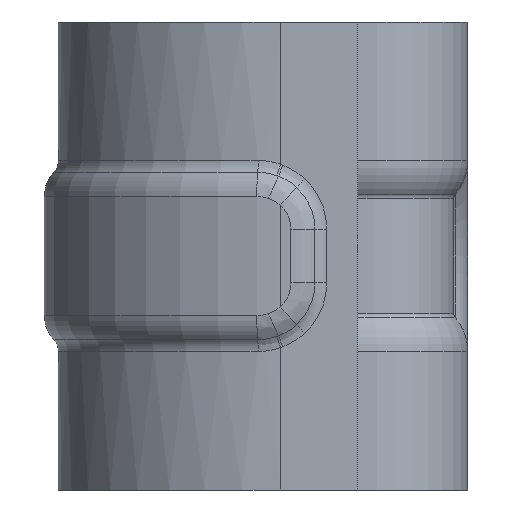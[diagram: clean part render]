
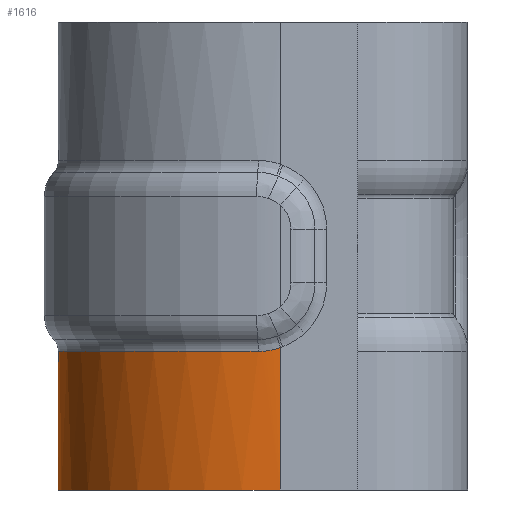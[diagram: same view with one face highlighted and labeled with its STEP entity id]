
A CAD part, left-side view. The second image highlights one B-rep face of the part: STEP entity #1616.
In plain terms, the highlighted cylindrical face has radius 7.541 mm (diameter 15.081 mm), a partial arc.
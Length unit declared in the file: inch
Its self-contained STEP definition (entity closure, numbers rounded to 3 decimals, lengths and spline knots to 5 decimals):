
#56=B_SPLINE_CURVE_WITH_KNOTS('',3,(#2693,#2694,#2695,#2696,#2697,#2698,
#2699),.UNSPECIFIED.,.F.,.F.,(4,3,4),(0.,0.00067,
0.00077),.UNSPECIFIED.);
#108=LINE('',#2685,#182);
#111=LINE('',#2691,#185);
#182=VECTOR('',#2102,39.37008);
#185=VECTOR('',#2107,39.37008);
#254=CYLINDRICAL_SURFACE('',#1781,0.29688);
#297=FACE_OUTER_BOUND('',#409,.T.);
#409=EDGE_LOOP('',(#1138,#1139,#1140,#1141,#1142));
#538=CIRCLE('',#1782,0.29688);
#539=CIRCLE('',#1783,0.29688);
#704=VERTEX_POINT('',#2683);
#705=VERTEX_POINT('',#2684);
#706=VERTEX_POINT('',#2689);
#707=VERTEX_POINT('',#2690);
#708=VERTEX_POINT('',#2692);
#865=EDGE_CURVE('',#704,#705,#108,.T.);
#868=EDGE_CURVE('',#706,#707,#111,.T.);
#869=EDGE_CURVE('',#706,#708,#56,.T.);
#870=EDGE_CURVE('',#708,#704,#538,.T.);
#871=EDGE_CURVE('',#705,#707,#539,.T.);
#1138=ORIENTED_EDGE('',*,*,#868,.F.);
#1139=ORIENTED_EDGE('',*,*,#869,.T.);
#1140=ORIENTED_EDGE('',*,*,#870,.T.);
#1141=ORIENTED_EDGE('',*,*,#865,.T.);
#1142=ORIENTED_EDGE('',*,*,#871,.T.);
#1616=ADVANCED_FACE('',(#297),#254,.T.);
#1781=AXIS2_PLACEMENT_3D('',#2688,#2105,#2106);
#1782=AXIS2_PLACEMENT_3D('',#2700,#2108,#2109);
#1783=AXIS2_PLACEMENT_3D('',#2701,#2110,#2111);
#2102=DIRECTION('',(0.,0.,-1.));
#2105=DIRECTION('center_axis',(0.,0.,-1.));
#2106=DIRECTION('ref_axis',(-1.,0.,0.));
#2107=DIRECTION('',(0.,0.,-1.));
#2108=DIRECTION('center_axis',(0.,0.,-1.));
#2109=DIRECTION('ref_axis',(-1.,0.,0.));
#2110=DIRECTION('center_axis',(0.,0.,1.));
#2111=DIRECTION('ref_axis',(-1.,0.,0.));
#2683=CARTESIAN_POINT('',(0.29688,0.25,-0.12749));
#2684=CARTESIAN_POINT('',(0.29688,0.25,-0.3125));
#2685=CARTESIAN_POINT('',(0.29688,0.25,0.3125));
#2688=CARTESIAN_POINT('Origin',(0.,0.25,0.3125));
#2689=CARTESIAN_POINT('',(-0.29688,0.25,-0.12239));
#2690=CARTESIAN_POINT('',(-0.29688,0.25,-0.3125));
#2691=CARTESIAN_POINT('',(-0.29688,0.25,0.3125));
#2692=CARTESIAN_POINT('',(-0.29539,0.27969,-0.12749));
#2693=CARTESIAN_POINT('Ctrl Pts',(-0.29688,0.25,-0.12239));
#2694=CARTESIAN_POINT('Ctrl Pts',(-0.29688,0.25841,-0.12536));
#2695=CARTESIAN_POINT('Ctrl Pts',(-0.29652,0.26702,
-0.12703));
#2696=CARTESIAN_POINT('Ctrl Pts',(-0.29575,0.27583,
-0.12741));
#2697=CARTESIAN_POINT('Ctrl Pts',(-0.29564,0.27711,
-0.12746));
#2698=CARTESIAN_POINT('Ctrl Pts',(-0.29552,0.2784,
-0.12749));
#2699=CARTESIAN_POINT('Ctrl Pts',(-0.29539,0.27969,
-0.12749));
#2700=CARTESIAN_POINT('Origin',(0.,0.25,-0.12749));
#2701=CARTESIAN_POINT('Origin',(0.,0.25,-0.3125));
